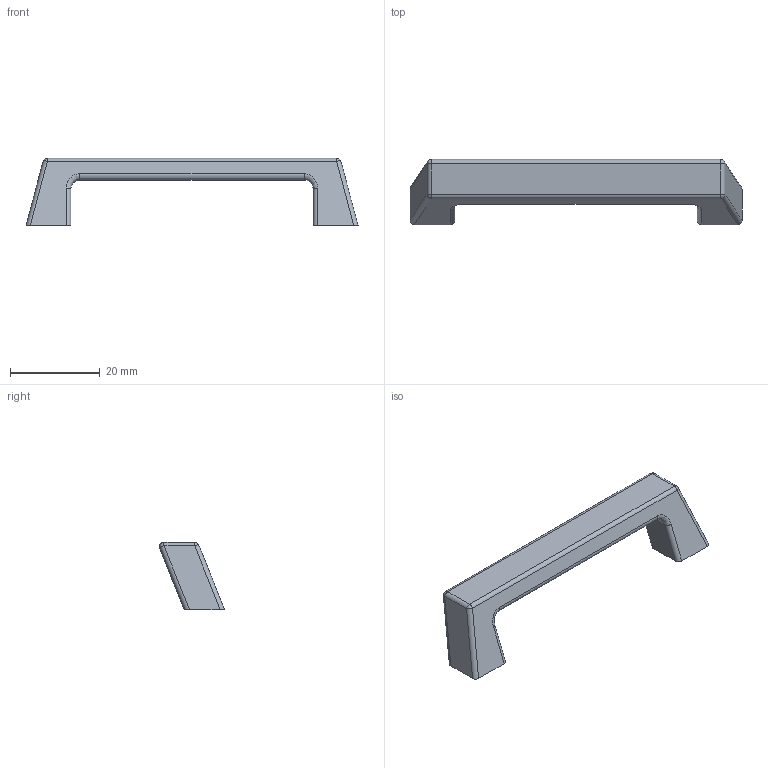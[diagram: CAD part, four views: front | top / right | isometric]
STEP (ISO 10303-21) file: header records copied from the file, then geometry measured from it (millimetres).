
FILE_DESCRIPTION( (''), '2;1');
FILE_NAME ('PC013.1188.THA_176S_2_25482.stp','2024-05-30T20:12:18',(''),(''),'spGate 19.8.4 (****-****-****-****)','','');
FILE_SCHEMA (('AUTOMOTIVE_DESIGN'));
Length unit declared in the file: millimetre
Bounding box: 74 x 14.52 x 15 mm (x, y, z)
Volume: 4137.9 mm3; surface area: 2703 mm2
Topology: 1 solids, 1 shells, 40 faces, 92 edges, 56 vertices
Faces by surface type: cylinder 20, plane 12, bspline 8
Entity records: 2485 total; most frequent: CARTESIAN_POINT 848, ORIENTED_EDGE 184, DIRECTION 168, COLOUR_RGB 133, PRESENTATION_STYLE_ASSIGNMENT 133, STYLED_ITEM 133, EDGE_CURVE 92, DRAUGHTING_PRE_DEFINED_CURVE_FONT 92
